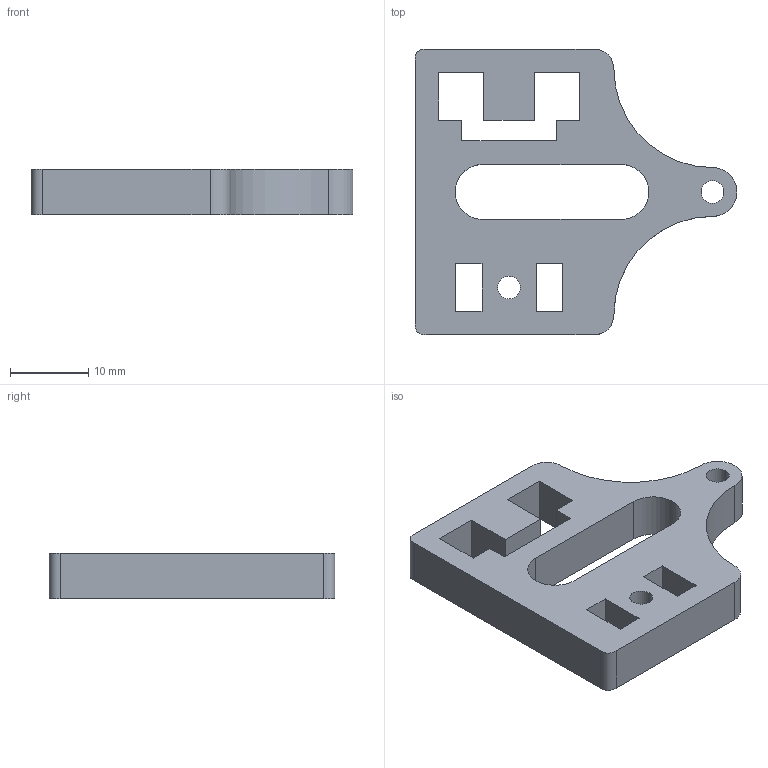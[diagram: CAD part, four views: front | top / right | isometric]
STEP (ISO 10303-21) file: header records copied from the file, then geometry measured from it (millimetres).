
FILE_DESCRIPTION (( 'STEP AP203' ), '1' );
FILE_NAME ('Hip_back_side.STEP', '2019-05-07T03:57:11', ( '' ), ( '' ), 'SwSTEP 2.0', 'SolidWorks 2017', '' );
FILE_SCHEMA (( 'CONFIG_CONTROL_DESIGN' ));
Length unit declared in the file: millimetre
Products named in the file (1): Hip_back_side
Bounding box: 41.12 x 36.5 x 5.85 mm (x, y, z)
Volume: 4477.5 mm3; surface area: 3399.9 mm2
Topology: 1 solids, 1 shells, 44 faces, 123 edges, 82 vertices
Faces by surface type: plane 28, cylinder 14, bspline 2
Entity records: 1520 total; most frequent: CARTESIAN_POINT 268, ORIENTED_EDGE 246, DIRECTION 233, EDGE_CURVE 123, LINE 91, VECTOR 91, VERTEX_POINT 82, AXIS2_PLACEMENT_3D 71
